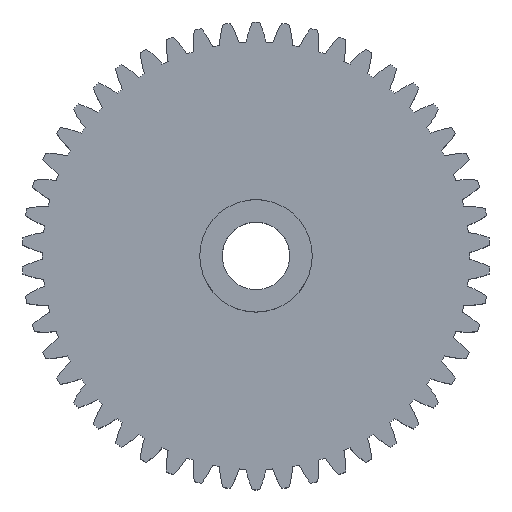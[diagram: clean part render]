
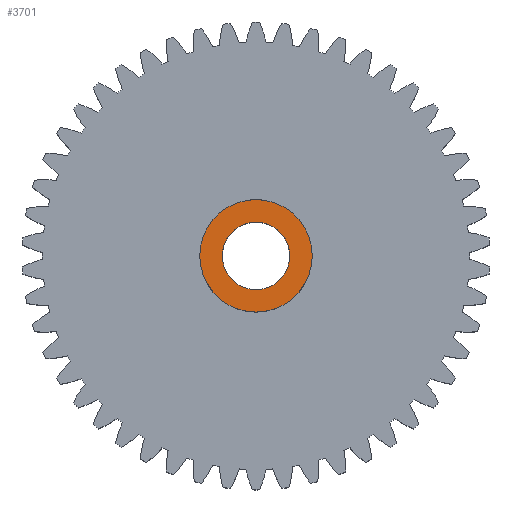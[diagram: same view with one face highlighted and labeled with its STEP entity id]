
A CAD part, top view. The second image highlights one B-rep face of the part: STEP entity #3701.
In plain terms, the highlighted planar face has unit normal (0, 0, 1).
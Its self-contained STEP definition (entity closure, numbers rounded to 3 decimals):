
#15=PLANE('',#3931);
#20=FACE_BOUND('',#639,.T.);
#23=CIRCLE('',#3926,7.5);
#25=CIRCLE('',#3929,12.5);
#430=FACE_OUTER_BOUND('',#638,.T.);
#638=EDGE_LOOP('',(#2291));
#639=EDGE_LOOP('',(#2292));
#1258=VERTEX_POINT('',#6040);
#1260=VERTEX_POINT('',#6046);
#1667=EDGE_CURVE('',#1258,#1258,#23,.T.);
#1670=EDGE_CURVE('',#1260,#1260,#25,.T.);
#2291=ORIENTED_EDGE('',*,*,#1670,.T.);
#2292=ORIENTED_EDGE('',*,*,#1667,.T.);
#3701=ADVANCED_FACE('',(#430,#20),#15,.T.);
#3926=AXIS2_PLACEMENT_3D('',#6041,#4541,#4542);
#3929=AXIS2_PLACEMENT_3D('',#6047,#4548,#4549);
#3931=AXIS2_PLACEMENT_3D('',#6051,#4553,#4554);
#4541=DIRECTION('center_axis',(0.,0.,-1.));
#4542=DIRECTION('ref_axis',(-1.,0.,0.));
#4548=DIRECTION('center_axis',(0.,0.,1.));
#4549=DIRECTION('ref_axis',(-1.,0.,0.));
#4553=DIRECTION('center_axis',(0.,0.,1.));
#4554=DIRECTION('ref_axis',(1.,0.,0.));
#6040=CARTESIAN_POINT('',(7.5,0.,30.));
#6041=CARTESIAN_POINT('Origin',(0.,0.,30.));
#6046=CARTESIAN_POINT('',(12.5,0.,30.));
#6047=CARTESIAN_POINT('Origin',(0.,0.,30.));
#6051=CARTESIAN_POINT('Origin',(0.,0.,30.));
